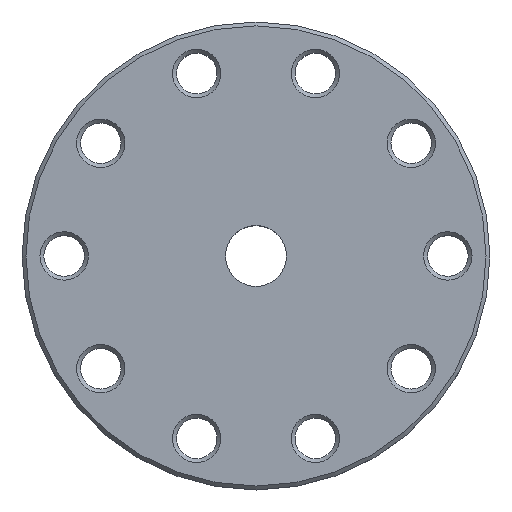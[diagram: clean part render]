
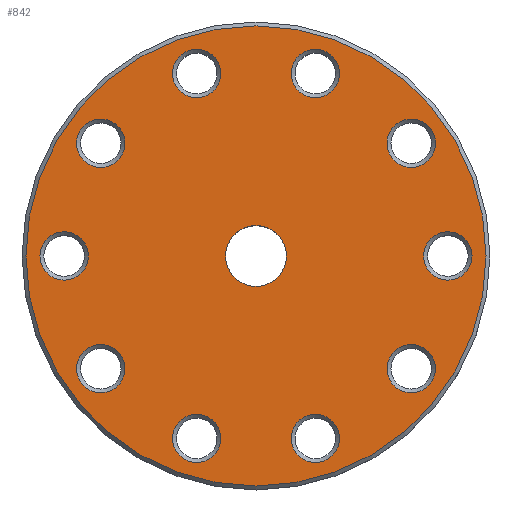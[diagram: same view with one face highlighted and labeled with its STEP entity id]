
A CAD part, top view. The second image highlights one B-rep face of the part: STEP entity #842.
In plain terms, the highlighted planar face has unit normal (0, 0, 1).
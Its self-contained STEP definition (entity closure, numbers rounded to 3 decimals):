
#32=FACE_BOUND('',#224,.T.);
#33=FACE_BOUND('',#225,.T.);
#34=FACE_BOUND('',#226,.T.);
#35=FACE_BOUND('',#227,.T.);
#36=FACE_BOUND('',#228,.T.);
#37=FACE_BOUND('',#229,.T.);
#38=FACE_BOUND('',#230,.T.);
#39=FACE_BOUND('',#231,.T.);
#40=FACE_BOUND('',#232,.T.);
#41=FACE_BOUND('',#233,.T.);
#42=FACE_BOUND('',#234,.T.);
#46=PLANE('',#926);
#67=CIRCLE('',#921,1.95);
#70=CIRCLE('',#925,1.55);
#71=CIRCLE('',#927,14.75);
#72=CIRCLE('',#928,1.55);
#73=CIRCLE('',#929,1.55);
#74=CIRCLE('',#930,1.55);
#75=CIRCLE('',#931,1.55);
#76=CIRCLE('',#932,1.55);
#77=CIRCLE('',#933,1.55);
#78=CIRCLE('',#934,1.55);
#79=CIRCLE('',#935,1.55);
#80=CIRCLE('',#936,1.55);
#160=FACE_OUTER_BOUND('',#223,.T.);
#223=EDGE_LOOP('',(#634));
#224=EDGE_LOOP('',(#635));
#225=EDGE_LOOP('',(#636));
#226=EDGE_LOOP('',(#637));
#227=EDGE_LOOP('',(#638));
#228=EDGE_LOOP('',(#639));
#229=EDGE_LOOP('',(#640));
#230=EDGE_LOOP('',(#641));
#231=EDGE_LOOP('',(#642));
#232=EDGE_LOOP('',(#643));
#233=EDGE_LOOP('',(#644));
#234=EDGE_LOOP('',(#645));
#387=VERTEX_POINT('',#1508);
#390=VERTEX_POINT('',#1516);
#391=VERTEX_POINT('',#1520);
#392=VERTEX_POINT('',#1522);
#393=VERTEX_POINT('',#1524);
#394=VERTEX_POINT('',#1526);
#395=VERTEX_POINT('',#1528);
#396=VERTEX_POINT('',#1530);
#397=VERTEX_POINT('',#1532);
#398=VERTEX_POINT('',#1534);
#399=VERTEX_POINT('',#1536);
#400=VERTEX_POINT('',#1538);
#478=EDGE_CURVE('',#387,#387,#67,.T.);
#482=EDGE_CURVE('',#390,#390,#70,.T.);
#483=EDGE_CURVE('',#391,#391,#71,.T.);
#484=EDGE_CURVE('',#392,#392,#72,.T.);
#485=EDGE_CURVE('',#393,#393,#73,.T.);
#486=EDGE_CURVE('',#394,#394,#74,.T.);
#487=EDGE_CURVE('',#395,#395,#75,.T.);
#488=EDGE_CURVE('',#396,#396,#76,.T.);
#489=EDGE_CURVE('',#397,#397,#77,.T.);
#490=EDGE_CURVE('',#398,#398,#78,.T.);
#491=EDGE_CURVE('',#399,#399,#79,.T.);
#492=EDGE_CURVE('',#400,#400,#80,.T.);
#634=ORIENTED_EDGE('',*,*,#483,.F.);
#635=ORIENTED_EDGE('',*,*,#478,.T.);
#636=ORIENTED_EDGE('',*,*,#484,.F.);
#637=ORIENTED_EDGE('',*,*,#485,.F.);
#638=ORIENTED_EDGE('',*,*,#486,.F.);
#639=ORIENTED_EDGE('',*,*,#487,.F.);
#640=ORIENTED_EDGE('',*,*,#488,.F.);
#641=ORIENTED_EDGE('',*,*,#489,.F.);
#642=ORIENTED_EDGE('',*,*,#490,.F.);
#643=ORIENTED_EDGE('',*,*,#491,.F.);
#644=ORIENTED_EDGE('',*,*,#492,.F.);
#645=ORIENTED_EDGE('',*,*,#482,.F.);
#842=ADVANCED_FACE('',(#160,#32,#33,#34,#35,#36,#37,#38,#39,#40,#41,#42),
#46,.T.);
#921=AXIS2_PLACEMENT_3D('',#1510,#1084,#1085);
#925=AXIS2_PLACEMENT_3D('',#1518,#1093,#1094);
#926=AXIS2_PLACEMENT_3D('',#1519,#1095,#1096);
#927=AXIS2_PLACEMENT_3D('',#1521,#1097,#1098);
#928=AXIS2_PLACEMENT_3D('',#1523,#1099,#1100);
#929=AXIS2_PLACEMENT_3D('',#1525,#1101,#1102);
#930=AXIS2_PLACEMENT_3D('',#1527,#1103,#1104);
#931=AXIS2_PLACEMENT_3D('',#1529,#1105,#1106);
#932=AXIS2_PLACEMENT_3D('',#1531,#1107,#1108);
#933=AXIS2_PLACEMENT_3D('',#1533,#1109,#1110);
#934=AXIS2_PLACEMENT_3D('',#1535,#1111,#1112);
#935=AXIS2_PLACEMENT_3D('',#1537,#1113,#1114);
#936=AXIS2_PLACEMENT_3D('',#1539,#1115,#1116);
#1084=DIRECTION('center_axis',(0.,0.,-1.));
#1085=DIRECTION('ref_axis',(-1.,0.,0.));
#1093=DIRECTION('center_axis',(0.,0.,1.));
#1094=DIRECTION('ref_axis',(-1.,0.,0.));
#1095=DIRECTION('center_axis',(0.,0.,1.));
#1096=DIRECTION('ref_axis',(1.,0.,0.));
#1097=DIRECTION('center_axis',(0.,0.,-1.));
#1098=DIRECTION('ref_axis',(-1.,0.,0.));
#1099=DIRECTION('center_axis',(0.,0.,1.));
#1100=DIRECTION('ref_axis',(-1.,0.,0.));
#1101=DIRECTION('center_axis',(0.,0.,1.));
#1102=DIRECTION('ref_axis',(-1.,0.,0.));
#1103=DIRECTION('center_axis',(0.,0.,1.));
#1104=DIRECTION('ref_axis',(-1.,0.,0.));
#1105=DIRECTION('center_axis',(0.,0.,1.));
#1106=DIRECTION('ref_axis',(-1.,0.,0.));
#1107=DIRECTION('center_axis',(0.,0.,1.));
#1108=DIRECTION('ref_axis',(-1.,0.,0.));
#1109=DIRECTION('center_axis',(0.,0.,1.));
#1110=DIRECTION('ref_axis',(-1.,0.,0.));
#1111=DIRECTION('center_axis',(0.,0.,1.));
#1112=DIRECTION('ref_axis',(-1.,0.,0.));
#1113=DIRECTION('center_axis',(0.,0.,1.));
#1114=DIRECTION('ref_axis',(-1.,0.,0.));
#1115=DIRECTION('center_axis',(0.,0.,1.));
#1116=DIRECTION('ref_axis',(-1.,0.,0.));
#1508=CARTESIAN_POINT('',(58.527,0.,0.));
#1510=CARTESIAN_POINT('Origin',(56.577,0.,0.));
#1516=CARTESIAN_POINT('',(54.326,11.698,0.));
#1518=CARTESIAN_POINT('Origin',(52.776,11.698,0.));
#1519=CARTESIAN_POINT('Origin',(56.577,0.,0.));
#1520=CARTESIAN_POINT('',(71.327,0.,0.));
#1521=CARTESIAN_POINT('Origin',(56.577,0.,0.));
#1522=CARTESIAN_POINT('',(61.928,11.698,0.));
#1523=CARTESIAN_POINT('Origin',(60.378,11.698,0.));
#1524=CARTESIAN_POINT('',(70.427,0.,0.));
#1525=CARTESIAN_POINT('Origin',(68.877,0.,0.));
#1526=CARTESIAN_POINT('',(61.928,-11.698,0.));
#1527=CARTESIAN_POINT('Origin',(60.378,-11.698,0.));
#1528=CARTESIAN_POINT('',(48.176,-7.23,0.));
#1529=CARTESIAN_POINT('Origin',(46.626,-7.23,0.));
#1530=CARTESIAN_POINT('',(48.176,7.23,0.));
#1531=CARTESIAN_POINT('Origin',(46.626,7.23,0.));
#1532=CARTESIAN_POINT('',(45.827,0.,0.));
#1533=CARTESIAN_POINT('Origin',(44.277,0.,
0.));
#1534=CARTESIAN_POINT('',(54.326,-11.698,0.));
#1535=CARTESIAN_POINT('Origin',(52.776,-11.698,0.));
#1536=CARTESIAN_POINT('',(68.078,-7.23,0.));
#1537=CARTESIAN_POINT('Origin',(66.528,-7.23,0.));
#1538=CARTESIAN_POINT('',(68.078,7.23,0.));
#1539=CARTESIAN_POINT('Origin',(66.528,7.23,0.));
